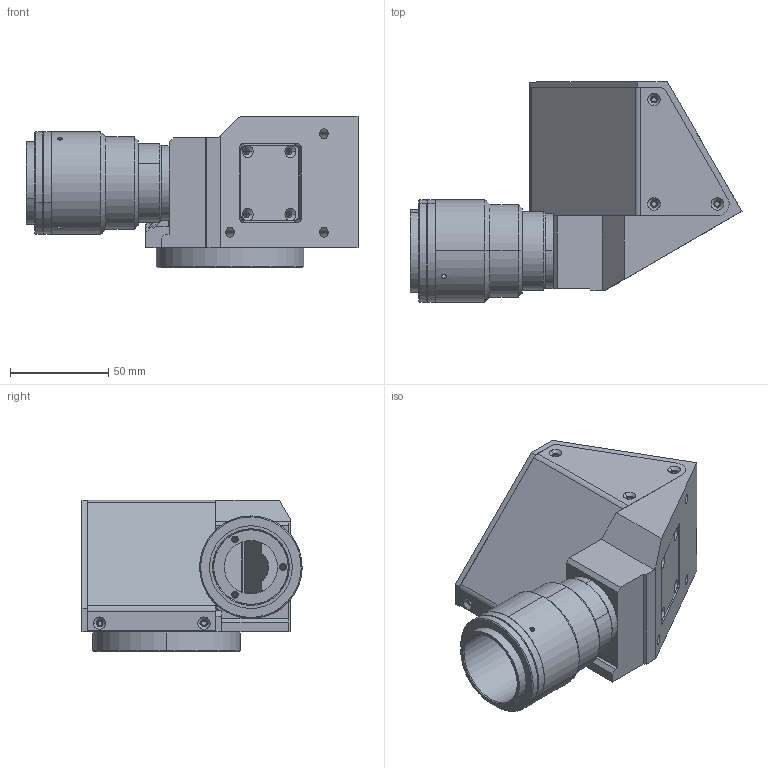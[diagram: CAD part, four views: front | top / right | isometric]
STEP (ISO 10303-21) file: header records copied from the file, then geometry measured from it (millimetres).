
FILE_DESCRIPTION (( 'STEP AP214' ), '1' );
FILE_NAME ('TCCR2M048-E.STEP', '2015-07-21T13:37:46', ( '' ), ( '' ), 'SwSTEP 2.0', 'SolidWorks 2013', '' );
FILE_SCHEMA (( 'AUTOMOTIVE_DESIGN' ));
Length unit declared in the file: millimetre
Products named in the file (1): TCCR2M048-E
Bounding box: 168.56 x 111.82 x 76.86 mm (x, y, z)
Surface area: 74007.1 mm2 (no closed solid volume)
Topology: 0 solids, 14 shells, 256 faces, 798 edges, 555 vertices
Faces by surface type: cylinder 130, plane 84, cone 40, sphere 2
Entity records: 12029 total; most frequent: CARTESIAN_POINT 1877, DIRECTION 1641, ORIENTED_EDGE 1317, EDGE_CURVE 798, AXIS2_PLACEMENT_3D 607, VERTEX_POINT 555, LINE 427, VECTOR 427
